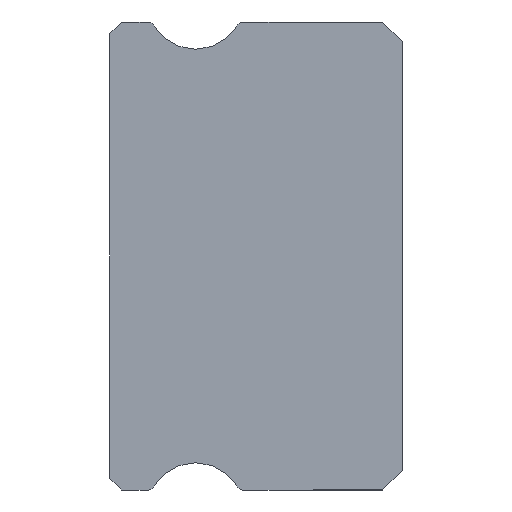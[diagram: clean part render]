
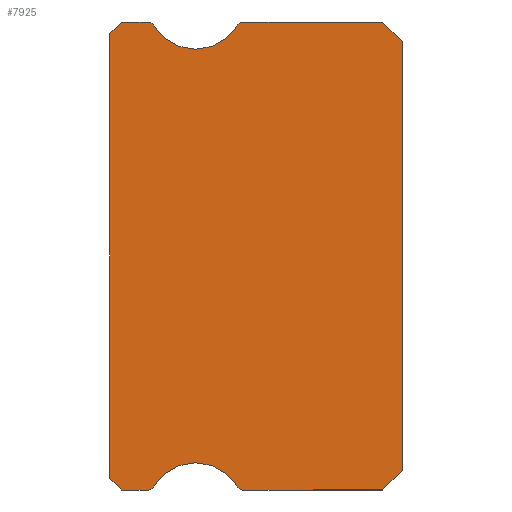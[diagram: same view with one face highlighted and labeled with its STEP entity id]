
A CAD part, left-side view. The second image highlights one B-rep face of the part: STEP entity #7925.
In plain terms, the highlighted planar face has unit normal (-1, 0, 0).
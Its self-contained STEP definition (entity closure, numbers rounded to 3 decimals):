
#25 = CIRCLE ( 'NONE', #4932, 1.25 ) ;
#99 = CIRCLE ( 'NONE', #2776, 0.15 ) ;
#119 = LINE ( 'NONE', #2095, #326 ) ;
#173 = CARTESIAN_POINT ( 'NONE',  ( -12.5, 0., 5.5 ) ) ;
#185 = VERTEX_POINT ( 'NONE', #2319 ) ;
#190 = CIRCLE ( 'NONE', #8187, 0.15 ) ;
#226 = VERTEX_POINT ( 'NONE', #7710 ) ;
#273 = CARTESIAN_POINT ( 'NONE',  ( -12.5, 6.512, 6. ) ) ;
#292 = VERTEX_POINT ( 'NONE', #1213 ) ;
#326 = VECTOR ( 'NONE', #4232, 1000. ) ;
#327 = EDGE_LOOP ( 'NONE', ( #1158, #3933, #3092, #6229, #2614, #7229, #3461, #1108, #3872, #3386, #7221, #2067, #8148, #1263, #4810, #7767, #5634 ) ) ;
#488 = DIRECTION ( 'NONE',  ( 0., 1., 0. ) ) ;
#649 = EDGE_CURVE ( 'NONE', #4623, #6393, #25, .T. ) ;
#657 = DIRECTION ( 'NONE',  ( 0., 0., 1. ) ) ;
#673 = VECTOR ( 'NONE', #8311, 1000. ) ;
#700 = CARTESIAN_POINT ( 'NONE',  ( -12.5, 7.5, 5.85 ) ) ;
#732 = VERTEX_POINT ( 'NONE', #173 ) ;
#741 = CARTESIAN_POINT ( 'NONE',  ( -12.5, 5.3, 6.55 ) ) ;
#766 = CIRCLE ( 'NONE', #2739, 0.15 ) ;
#813 = VECTOR ( 'NONE', #5693, 1000. ) ;
#1037 = CARTESIAN_POINT ( 'NONE',  ( -12.5, 5.3, 5.3 ) ) ;
#1098 = VECTOR ( 'NONE', #488, 1000. ) ;
#1104 = DIRECTION ( 'NONE',  ( 0., 0., -1. ) ) ;
#1108 = ORIENTED_EDGE ( 'NONE', *, *, #8013, .F. ) ;
#1143 = DIRECTION ( 'NONE',  ( 1., 0., 0. ) ) ;
#1158 = ORIENTED_EDGE ( 'NONE', *, *, #1957, .T. ) ;
#1159 = AXIS2_PLACEMENT_3D ( 'NONE', #2528, #5065, #7923 ) ;
#1192 = EDGE_CURVE ( 'NONE', #2225, #6358, #4128, .T. ) ;
#1213 = CARTESIAN_POINT ( 'NONE',  ( -12.5, 7.5, -5.7 ) ) ;
#1263 = ORIENTED_EDGE ( 'NONE', *, *, #8346, .F. ) ;
#1468 = CARTESIAN_POINT ( 'NONE',  ( -12.5, 0., -5.5 ) ) ;
#1513 = VERTEX_POINT ( 'NONE', #6375 ) ;
#1549 = EDGE_CURVE ( 'NONE', #7383, #4623, #2150, .T. ) ;
#1614 = EDGE_CURVE ( 'NONE', #5202, #732, #6759, .T. ) ;
#1644 = EDGE_CURVE ( 'NONE', #292, #7977, #7374, .T. ) ;
#1858 = DIRECTION ( 'NONE',  ( 1., 0., 0. ) ) ;
#1950 = CARTESIAN_POINT ( 'NONE',  ( -12.5, 4.088, -5.85 ) ) ;
#1957 = EDGE_CURVE ( 'NONE', #1513, #7977, #6411, .T. ) ;
#2067 = ORIENTED_EDGE ( 'NONE', *, *, #7093, .F. ) ;
#2095 = CARTESIAN_POINT ( 'NONE',  ( -12.5, 7.2, -6. ) ) ;
#2150 = CIRCLE ( 'NONE', #3557, 0.15 ) ;
#2202 = CARTESIAN_POINT ( 'NONE',  ( -12.5, 6.383, -5.925 ) ) ;
#2203 = CARTESIAN_POINT ( 'NONE',  ( -12.5, 5.3, 6.55 ) ) ;
#2225 = VERTEX_POINT ( 'NONE', #3877 ) ;
#2228 = VECTOR ( 'NONE', #3442, 1000. ) ;
#2319 = CARTESIAN_POINT ( 'NONE',  ( -12.5, 4.088, -6. ) ) ;
#2327 = EDGE_CURVE ( 'NONE', #292, #7338, #119, .T. ) ;
#2427 = CARTESIAN_POINT ( 'NONE',  ( -12.5, 6.512, -6. ) ) ;
#2441 = VERTEX_POINT ( 'NONE', #7094 ) ;
#2473 = DIRECTION ( 'NONE',  ( 1., 0., 0. ) ) ;
#2513 = DIRECTION ( 'NONE',  ( 0., 0., -1. ) ) ;
#2524 = LINE ( 'NONE', #2427, #1098 ) ;
#2528 = CARTESIAN_POINT ( 'NONE',  ( -12.5, 5.3, -6.55 ) ) ;
#2562 = DIRECTION ( 'NONE',  ( 1., 0., 0. ) ) ;
#2614 = ORIENTED_EDGE ( 'NONE', *, *, #3715, .F. ) ;
#2648 = DIRECTION ( 'NONE',  ( 0., 0., 1. ) ) ;
#2666 = AXIS2_PLACEMENT_3D ( 'NONE', #8439, #2473, #1104 ) ;
#2705 = DIRECTION ( 'NONE',  ( 0., -0.707, -0.707 ) ) ;
#2739 = AXIS2_PLACEMENT_3D ( 'NONE', #8574, #1143, #7254 ) ;
#2776 = AXIS2_PLACEMENT_3D ( 'NONE', #1950, #2562, #5238 ) ;
#2779 = DIRECTION ( 'NONE',  ( 0., 0., -1. ) ) ;
#2868 = CARTESIAN_POINT ( 'NONE',  ( -12.5, 0.5, 6. ) ) ;
#2905 = CARTESIAN_POINT ( 'NONE',  ( -12.5, 6.512, 6. ) ) ;
#3092 = ORIENTED_EDGE ( 'NONE', *, *, #2327, .T. ) ;
#3146 = CARTESIAN_POINT ( 'NONE',  ( -12.5, 0., -5.5 ) ) ;
#3150 = VECTOR ( 'NONE', #2648, 1000. ) ;
#3283 = CARTESIAN_POINT ( 'NONE',  ( -12.5, 0.5, 6. ) ) ;
#3386 = ORIENTED_EDGE ( 'NONE', *, *, #1614, .T. ) ;
#3442 = DIRECTION ( 'NONE',  ( 0., -1., 0. ) ) ;
#3461 = ORIENTED_EDGE ( 'NONE', *, *, #6628, .F. ) ;
#3493 = LINE ( 'NONE', #3577, #5895 ) ;
#3557 = AXIS2_PLACEMENT_3D ( 'NONE', #5092, #1858, #2513 ) ;
#3577 = CARTESIAN_POINT ( 'NONE',  ( -12.5, 7.2, 6. ) ) ;
#3715 = EDGE_CURVE ( 'NONE', #6358, #226, #190, .T. ) ;
#3745 = VERTEX_POINT ( 'NONE', #7556 ) ;
#3872 = ORIENTED_EDGE ( 'NONE', *, *, #7120, .F. ) ;
#3877 = CARTESIAN_POINT ( 'NONE',  ( -12.5, 4.217, -5.925 ) ) ;
#3933 = ORIENTED_EDGE ( 'NONE', *, *, #1644, .F. ) ;
#3937 = EDGE_CURVE ( 'NONE', #4585, #732, #5964, .T. ) ;
#4128 = CIRCLE ( 'NONE', #1159, 1.25 ) ;
#4232 = DIRECTION ( 'NONE',  ( 0., -0.707, -0.707 ) ) ;
#4387 = CARTESIAN_POINT ( 'NONE',  ( -12.5, 7.5, 5.7 ) ) ;
#4423 = VECTOR ( 'NONE', #657, 1000. ) ;
#4521 = EDGE_CURVE ( 'NONE', #6855, #3745, #766, .T. ) ;
#4545 = CARTESIAN_POINT ( 'NONE',  ( -12.5, 4.217, 5.925 ) ) ;
#4585 = VERTEX_POINT ( 'NONE', #2868 ) ;
#4623 = VERTEX_POINT ( 'NONE', #5516 ) ;
#4810 = ORIENTED_EDGE ( 'NONE', *, *, #649, .F. ) ;
#4891 = DIRECTION ( 'NONE',  ( 0., 0., -1. ) ) ;
#4911 = LINE ( 'NONE', #1468, #673 ) ;
#4932 = AXIS2_PLACEMENT_3D ( 'NONE', #2203, #6119, #4891 ) ;
#4933 = DIRECTION ( 'NONE',  ( 0., 1., 0. ) ) ;
#5065 = DIRECTION ( 'NONE',  ( -1., 0., 0. ) ) ;
#5092 = CARTESIAN_POINT ( 'NONE',  ( -12.5, 6.512, 5.85 ) ) ;
#5202 = VERTEX_POINT ( 'NONE', #3146 ) ;
#5238 = DIRECTION ( 'NONE',  ( 0., 0., -1. ) ) ;
#5404 = CARTESIAN_POINT ( 'NONE',  ( -12.5, 0., 5.5 ) ) ;
#5516 = CARTESIAN_POINT ( 'NONE',  ( -12.5, 6.383, 5.925 ) ) ;
#5634 = ORIENTED_EDGE ( 'NONE', *, *, #6103, .T. ) ;
#5693 = DIRECTION ( 'NONE',  ( 0., -1., 0. ) ) ;
#5748 = CIRCLE ( 'NONE', #7840, 1.25 ) ;
#5895 = VECTOR ( 'NONE', #4933, 1000. ) ;
#5964 = LINE ( 'NONE', #3283, #6227 ) ;
#5999 = CARTESIAN_POINT ( 'NONE',  ( -12.5, 6.512, -6. ) ) ;
#6103 = EDGE_CURVE ( 'NONE', #7383, #1513, #3493, .T. ) ;
#6119 = DIRECTION ( 'NONE',  ( -1., 0., 0. ) ) ;
#6227 = VECTOR ( 'NONE', #2705, 1000. ) ;
#6229 = ORIENTED_EDGE ( 'NONE', *, *, #8111, .T. ) ;
#6309 = LINE ( 'NONE', #273, #813 ) ;
#6321 = DIRECTION ( 'NONE',  ( 0., 0.707, -0.707 ) ) ;
#6358 = VERTEX_POINT ( 'NONE', #2202 ) ;
#6375 = CARTESIAN_POINT ( 'NONE',  ( -12.5, 7.2, 6. ) ) ;
#6393 = VERTEX_POINT ( 'NONE', #1037 ) ;
#6411 = LINE ( 'NONE', #6500, #6660 ) ;
#6500 = CARTESIAN_POINT ( 'NONE',  ( -12.5, 7.5, 5.7 ) ) ;
#6604 = CARTESIAN_POINT ( 'NONE',  ( -12.5, 7.2, -6. ) ) ;
#6628 = EDGE_CURVE ( 'NONE', #185, #2225, #99, .T. ) ;
#6660 = VECTOR ( 'NONE', #6321, 1000. ) ;
#6759 = LINE ( 'NONE', #5404, #4423 ) ;
#6785 = CARTESIAN_POINT ( 'NONE',  ( -12.5, 6.512, -5.85 ) ) ;
#6855 = VERTEX_POINT ( 'NONE', #4545 ) ;
#6869 = DIRECTION ( 'NONE',  ( 1., 0., 0. ) ) ;
#6908 = DIRECTION ( 'NONE',  ( 0., 0., -1. ) ) ;
#7032 = PLANE ( 'NONE',  #2666 ) ;
#7093 = EDGE_CURVE ( 'NONE', #3745, #4585, #6309, .T. ) ;
#7094 = CARTESIAN_POINT ( 'NONE',  ( -12.5, 0.5, -6. ) ) ;
#7120 = EDGE_CURVE ( 'NONE', #5202, #2441, #4911, .T. ) ;
#7219 = FACE_OUTER_BOUND ( 'NONE', #327, .T. ) ;
#7221 = ORIENTED_EDGE ( 'NONE', *, *, #3937, .F. ) ;
#7229 = ORIENTED_EDGE ( 'NONE', *, *, #1192, .F. ) ;
#7254 = DIRECTION ( 'NONE',  ( 0., 0., -1. ) ) ;
#7338 = VERTEX_POINT ( 'NONE', #6604 ) ;
#7374 = LINE ( 'NONE', #700, #3150 ) ;
#7383 = VERTEX_POINT ( 'NONE', #2905 ) ;
#7556 = CARTESIAN_POINT ( 'NONE',  ( -12.5, 4.088, 6. ) ) ;
#7710 = CARTESIAN_POINT ( 'NONE',  ( -12.5, 6.512, -6. ) ) ;
#7767 = ORIENTED_EDGE ( 'NONE', *, *, #1549, .F. ) ;
#7840 = AXIS2_PLACEMENT_3D ( 'NONE', #741, #8659, #2779 ) ;
#7923 = DIRECTION ( 'NONE',  ( 0., 0., -1. ) ) ;
#7925 = ADVANCED_FACE ( 'NONE', ( #7219 ), #7032, .F. ) ;
#7977 = VERTEX_POINT ( 'NONE', #4387 ) ;
#8006 = LINE ( 'NONE', #5999, #2228 ) ;
#8013 = EDGE_CURVE ( 'NONE', #2441, #185, #2524, .T. ) ;
#8111 = EDGE_CURVE ( 'NONE', #7338, #226, #8006, .T. ) ;
#8148 = ORIENTED_EDGE ( 'NONE', *, *, #4521, .F. ) ;
#8187 = AXIS2_PLACEMENT_3D ( 'NONE', #6785, #6869, #6908 ) ;
#8311 = DIRECTION ( 'NONE',  ( 0., 0.707, -0.707 ) ) ;
#8346 = EDGE_CURVE ( 'NONE', #6393, #6855, #5748, .T. ) ;
#8439 = CARTESIAN_POINT ( 'NONE',  ( -12.5, 6.512, 5.85 ) ) ;
#8574 = CARTESIAN_POINT ( 'NONE',  ( -12.5, 4.088, 5.85 ) ) ;
#8659 = DIRECTION ( 'NONE',  ( -1., 0., 0. ) ) ;
